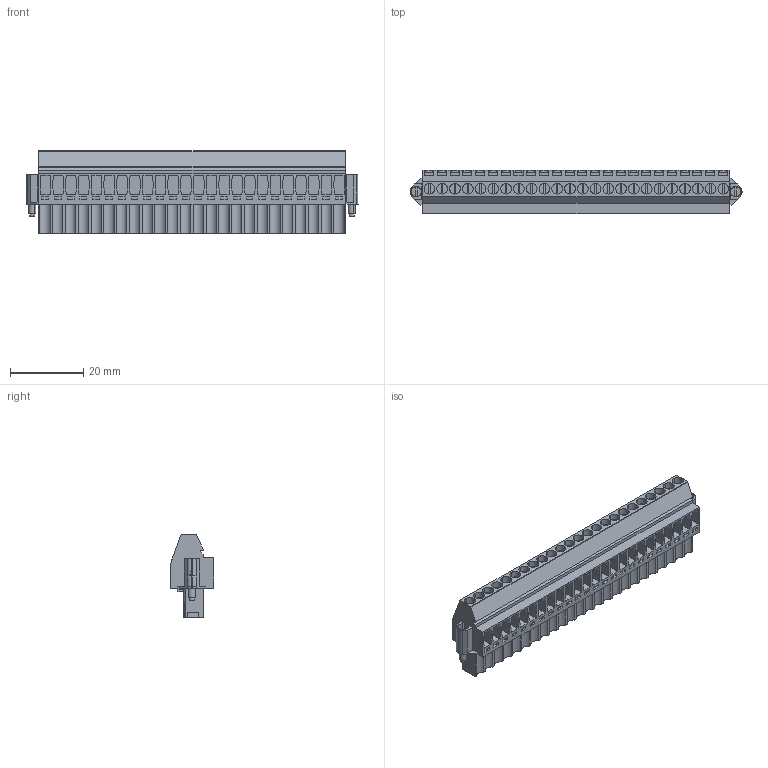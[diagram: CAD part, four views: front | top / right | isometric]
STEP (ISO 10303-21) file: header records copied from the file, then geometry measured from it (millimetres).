
FILE_DESCRIPTION(('CATIA V5 STEP Exchange','CAx-IF Rec.Pracs.--- Model Styling and Organization---1.2---2011-12-15'),'2;1');
FILE_NAME ('D1454149_0_1640150000_1640150000.stp','2017-04-20T07:39:25+00:00',('none'),('Weidmueller'),'CATIA Version 5-6 Release 2014','CATIA V5 STEP AP214','none');
FILE_SCHEMA(('AUTOMOTIVE_DESIGN { 1 0 10303 214 1 1 1 1 }'));
Length unit declared in the file: millimetre
Products named in the file (1): 1640150000
Bounding box: 90.94 x 11.83 x 22.6 mm (x, y, z)
Volume: 12912.1 mm3; surface area: 10414 mm2
Topology: 27 solids, 27 shells, 1463 faces, 4027 edges, 2723 vertices
Faces by surface type: plane 1227, cylinder 224, extrusion 12
Entity records: 42917 total; most frequent: CARTESIAN_POINT 8256, ORIENTED_EDGE 8054, DIRECTION 5543, EDGE_CURVE 4027, VECTOR 3319, LINE 3307, VERTEX_POINT 2723, EDGE_LOOP 1572
